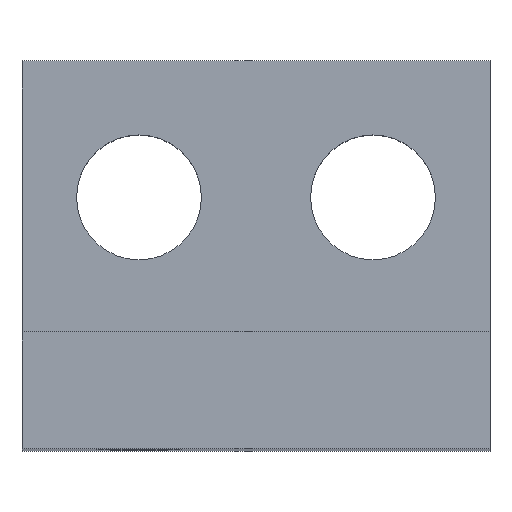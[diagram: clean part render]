
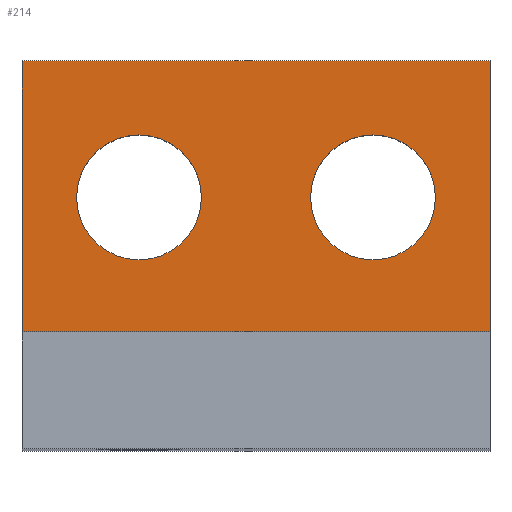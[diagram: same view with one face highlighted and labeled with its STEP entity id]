
A CAD part, top view. The second image highlights one B-rep face of the part: STEP entity #214.
In plain terms, the highlighted planar face has unit normal (0, 0, 1).
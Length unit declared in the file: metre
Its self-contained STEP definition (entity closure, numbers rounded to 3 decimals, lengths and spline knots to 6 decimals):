
#16=LINE('',#325,#34);
#17=LINE('',#328,#35);
#18=LINE('',#330,#36);
#19=LINE('',#332,#37);
#34=VECTOR('',#267,1.);
#35=VECTOR('',#268,1.);
#36=VECTOR('',#269,1.);
#37=VECTOR('',#270,1.);
#52=ORIENTED_EDGE('',*,*,#104,.T.);
#53=ORIENTED_EDGE('',*,*,#105,.T.);
#54=ORIENTED_EDGE('',*,*,#106,.F.);
#55=ORIENTED_EDGE('',*,*,#107,.T.);
#56=ORIENTED_EDGE('',*,*,#108,.T.);
#57=ORIENTED_EDGE('',*,*,#109,.F.);
#104=EDGE_CURVE('',#130,#130,#150,.T.);
#105=EDGE_CURVE('',#131,#131,#151,.T.);
#106=EDGE_CURVE('',#132,#133,#16,.T.);
#107=EDGE_CURVE('',#132,#134,#17,.T.);
#108=EDGE_CURVE('',#134,#135,#18,.T.);
#109=EDGE_CURVE('',#133,#135,#19,.T.);
#130=VERTEX_POINT('',#322);
#131=VERTEX_POINT('',#324);
#132=VERTEX_POINT('',#326);
#133=VERTEX_POINT('',#327);
#134=VERTEX_POINT('',#329);
#135=VERTEX_POINT('',#331);
#150=CIRCLE('',#240,0.0016);
#151=CIRCLE('',#241,0.0016);
#158=EDGE_LOOP('',(#52));
#159=EDGE_LOOP('',(#53));
#160=EDGE_LOOP('',(#54,#55,#56,#57));
#182=FACE_BOUND('',#158,.T.);
#183=FACE_BOUND('',#159,.T.);
#184=FACE_BOUND('',#160,.T.);
#206=PLANE('',#239);
#214=ADVANCED_FACE('',(#182,#183,#184),#206,.T.);
#239=AXIS2_PLACEMENT_3D('',#320,#261,#262);
#240=AXIS2_PLACEMENT_3D('',#321,#263,#264);
#241=AXIS2_PLACEMENT_3D('',#323,#265,#266);
#261=DIRECTION('',(0.,0.,1.));
#262=DIRECTION('',(1.,0.,0.));
#263=DIRECTION('',(0.,0.,-1.));
#264=DIRECTION('',(-1.,0.,0.));
#265=DIRECTION('',(0.,0.,-1.));
#266=DIRECTION('',(-1.,0.,0.));
#267=DIRECTION('',(0.,1.,0.));
#268=DIRECTION('',(1.,0.,0.));
#269=DIRECTION('',(0.,1.,0.));
#270=DIRECTION('',(1.,0.,0.));
#320=CARTESIAN_POINT('',(0.,0.005,0.003));
#321=CARTESIAN_POINT('',(-0.003,0.0065,0.003));
#322=CARTESIAN_POINT('',(-0.0046,0.0065,0.003));
#323=CARTESIAN_POINT('',(0.003,0.0065,0.003));
#324=CARTESIAN_POINT('',(0.0014,0.0065,0.003));
#325=CARTESIAN_POINT('',(-0.006,0.005,0.003));
#326=CARTESIAN_POINT('',(-0.006,0.003,0.003));
#327=CARTESIAN_POINT('',(-0.006,0.01,0.003));
#328=CARTESIAN_POINT('',(0.,0.003,0.003));
#329=CARTESIAN_POINT('',(0.006,0.003,0.003));
#330=CARTESIAN_POINT('',(0.006,0.005,0.003));
#331=CARTESIAN_POINT('',(0.006,0.01,0.003));
#332=CARTESIAN_POINT('',(0.,0.01,0.003));
